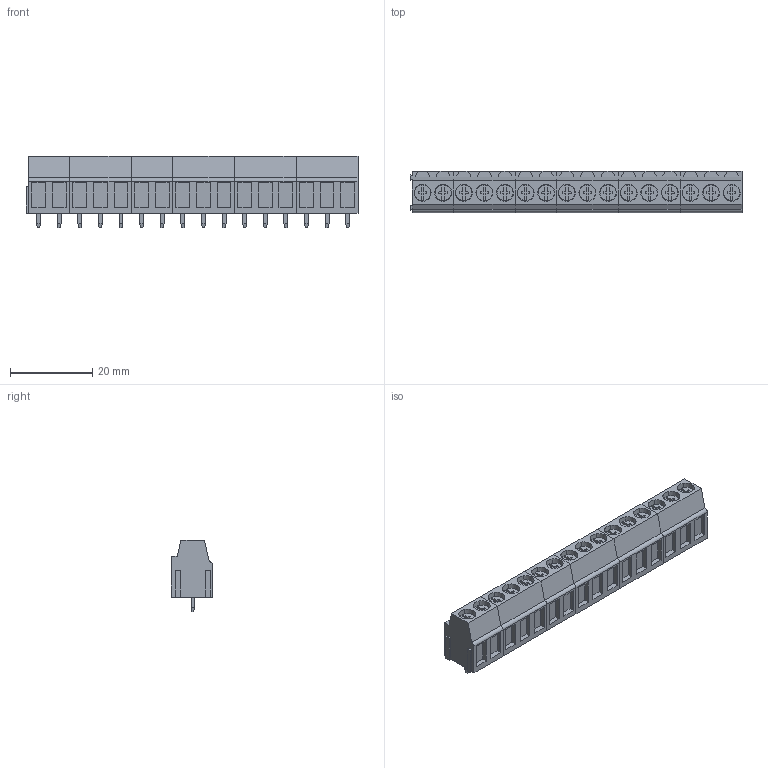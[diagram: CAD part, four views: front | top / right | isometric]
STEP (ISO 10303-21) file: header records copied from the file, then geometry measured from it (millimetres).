
FILE_DESCRIPTION(('CATIA V5 STEP Exchange','CAx-IF Rec.Pracs.--- Model Styling and Organization---1.2---2011-12-15'),'2;1');
FILE_NAME ('D1449955_0_1234120000_1234120000.stp','2018-03-31T10:23:00+00:00',('none'),('Weidmueller'),'CATIA Version 5-6 Release 2014','CATIA V5 STEP AP214','none');
FILE_SCHEMA(('AUTOMOTIVE_DESIGN { 1 0 10303 214 1 1 1 1 }'));
Length unit declared in the file: millimetre
Products named in the file (1): 1234120000
Bounding box: 80.55 x 10 x 17.3 mm (x, y, z)
Volume: 7866.2 mm3; surface area: 9507.3 mm2
Topology: 38 solids, 38 shells, 1378 faces, 3698 edges, 2444 vertices
Faces by surface type: plane 1148, cylinder 230
Entity records: 42562 total; most frequent: CARTESIAN_POINT 8588, ORIENTED_EDGE 7396, DIRECTION 6180, EDGE_CURVE 3698, VECTOR 3014, LINE 3014, VERTEX_POINT 2444, AXIS2_PLACEMENT_3D 1788
